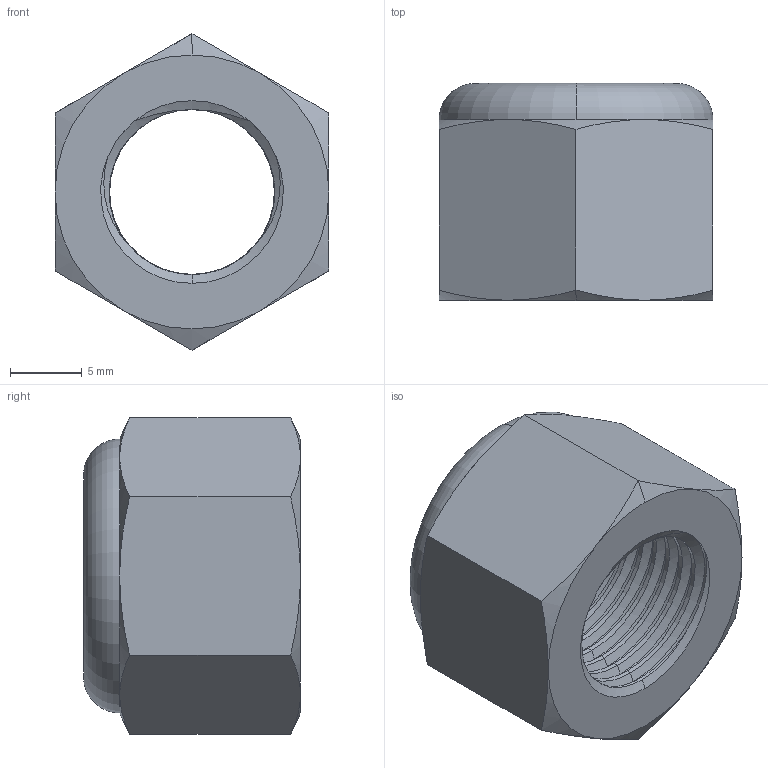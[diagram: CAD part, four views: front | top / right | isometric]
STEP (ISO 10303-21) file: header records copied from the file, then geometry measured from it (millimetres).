
FILE_DESCRIPTION (( 'STEP AP203' ), '1' );
FILE_NAME ('95615A220_Medium-Strength Steel Nylon-Insert Locknut.STEP', '2021-09-10T04:22:29', ( 'Administrator' ), ( 'Managed by Terraform' ), 'SwSTEP 2.0', 'SolidWorks 2017', '' );
FILE_SCHEMA (( 'CONFIG_CONTROL_DESIGN' ));
Length unit declared in the file: inch
Products named in the file (1): 95615A220_Medium-Strength Steel Nylon-Insert Locknut
Bounding box: 19.05 x 15.08 x 22 mm (x, y, z)
Volume: 2842.7 mm3; surface area: 2879.9 mm2
Topology: 2 solids, 2 shells, 122 faces, 257 edges, 141 vertices
Faces by surface type: cone 58, cylinder 46, plane 12, torus 6
Entity records: 4938 total; most frequent: CARTESIAN_POINT 2379, ORIENTED_EDGE 514, DIRECTION 512, EDGE_CURVE 257, AXIS2_PLACEMENT_3D 212, VERTEX_POINT 141, EDGE_LOOP 128, ADVANCED_FACE 122
